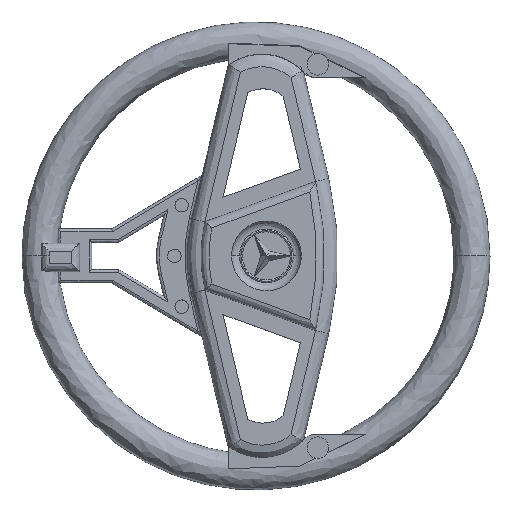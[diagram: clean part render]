
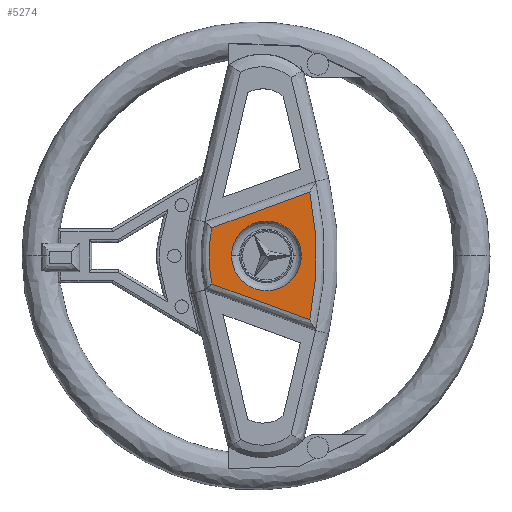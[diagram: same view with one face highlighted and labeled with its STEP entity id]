
A CAD part, top view. The second image highlights one B-rep face of the part: STEP entity #5274.
In plain terms, the highlighted free-form (B-spline) face has degree [1, 1] with [2, 2] control points.
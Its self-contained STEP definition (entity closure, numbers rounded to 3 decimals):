
#3773 = VERTEX_POINT('',#3774);
#3774 = CARTESIAN_POINT('',(-112.822,-12.182,
    17.509));
#3786 = EDGE_CURVE('',#3787,#3773,#3789,.T.);
#3787 = VERTEX_POINT('',#3788);
#3788 = CARTESIAN_POINT('',(-112.822,12.182,
    17.509));
#3789 = ( BOUNDED_CURVE() B_SPLINE_CURVE(2,(#3790,#3791,#3792),
.UNSPECIFIED.,.F.,.F.) B_SPLINE_CURVE_WITH_KNOTS((3,3),(2.94,
3.344),.PIECEWISE_BEZIER_KNOTS.) CURVE() 
GEOMETRIC_REPRESENTATION_ITEM() RATIONAL_B_SPLINE_CURVE((1.,
0.98,1.)) REPRESENTATION_ITEM('') );
#3790 = CARTESIAN_POINT('',(-112.822,12.182,
    17.509));
#3791 = CARTESIAN_POINT('',(-115.317,0.,
    17.509));
#3792 = CARTESIAN_POINT('',(-112.822,-12.182,
    17.509));
#4572 = VERTEX_POINT('',#4573);
#4573 = CARTESIAN_POINT('',(-70.33,-27.665,
    17.509));
#4588 = EDGE_CURVE('',#4572,#3773,#4589,.T.);
#4589 = B_SPLINE_CURVE_WITH_KNOTS('',1,(#4590,#4591),.UNSPECIFIED.,.F.,
  .F.,(2,2),(-18.524,20.219),.PIECEWISE_BEZIER_KNOTS.);
#4590 = CARTESIAN_POINT('',(-70.33,-27.665,
    17.509));
#4591 = CARTESIAN_POINT('',(-112.822,-12.182,
    17.509));
#4616 = EDGE_CURVE('',#4617,#3787,#4619,.T.);
#4617 = VERTEX_POINT('',#4618);
#4618 = CARTESIAN_POINT('',(-70.33,27.665,
    17.509));
#4619 = B_SPLINE_CURVE_WITH_KNOTS('',1,(#4620,#4621),.UNSPECIFIED.,.F.,
  .F.,(2,2),(-18.524,20.219),.PIECEWISE_BEZIER_KNOTS.);
#4620 = CARTESIAN_POINT('',(-70.33,27.665,
    17.509));
#4621 = CARTESIAN_POINT('',(-112.822,12.182,
    17.509));
#4775 = EDGE_CURVE('',#4572,#4617,#4776,.T.);
#4776 = ( BOUNDED_CURVE() B_SPLINE_CURVE(2,(#4777,#4778,#4779),
.UNSPECIFIED.,.F.,.F.) B_SPLINE_CURVE_WITH_KNOTS((3,3),(6.079,
6.487),.PIECEWISE_BEZIER_KNOTS.) CURVE() 
GEOMETRIC_REPRESENTATION_ITEM() RATIONAL_B_SPLINE_CURVE((1.,
0.979,1.)) REPRESENTATION_ITEM('') );
#4777 = CARTESIAN_POINT('',(-70.33,-27.665,
    17.509));
#4778 = CARTESIAN_POINT('',(-64.607,0.,
    17.509));
#4779 = CARTESIAN_POINT('',(-70.33,27.665,
    17.509));
#5274 = ADVANCED_FACE('',(#5275,#5281),#5303,.T.);
#5275 = FACE_BOUND('',#5276,.T.);
#5276 = EDGE_LOOP('',(#5277,#5278,#5279,#5280));
#5277 = ORIENTED_EDGE('',*,*,#3786,.T.);
#5278 = ORIENTED_EDGE('',*,*,#4588,.F.);
#5279 = ORIENTED_EDGE('',*,*,#4775,.T.);
#5280 = ORIENTED_EDGE('',*,*,#4616,.T.);
#5281 = FACE_BOUND('',#5282,.T.);
#5282 = EDGE_LOOP('',(#5283,#5295));
#5283 = ORIENTED_EDGE('',*,*,#5284,.F.);
#5284 = EDGE_CURVE('',#5285,#5287,#5289,.T.);
#5285 = VERTEX_POINT('',#5286);
#5286 = CARTESIAN_POINT('',(-74.006,0.,17.509));
#5287 = VERTEX_POINT('',#5288);
#5288 = CARTESIAN_POINT('',(-104.265,0.,
    17.509));
#5289 = ( BOUNDED_CURVE() B_SPLINE_CURVE(2,(#5290,#5291,#5292,#5293,
#5294),.UNSPECIFIED.,.F.,.F.) B_SPLINE_CURVE_WITH_KNOTS((3,2,3),(0.,
1.571,3.142),.PIECEWISE_BEZIER_KNOTS.) CURVE() 
GEOMETRIC_REPRESENTATION_ITEM() RATIONAL_B_SPLINE_CURVE((1.,
0.707,1.,0.707,1.)) REPRESENTATION_ITEM('') );
#5290 = CARTESIAN_POINT('',(-74.006,0.,17.509));
#5291 = CARTESIAN_POINT('',(-74.006,15.129,
    17.509));
#5292 = CARTESIAN_POINT('',(-89.135,15.129,
    17.509));
#5293 = CARTESIAN_POINT('',(-104.265,15.129,
    17.509));
#5294 = CARTESIAN_POINT('',(-104.265,0.,
    17.509));
#5295 = ORIENTED_EDGE('',*,*,#5296,.F.);
#5296 = EDGE_CURVE('',#5287,#5285,#5297,.T.);
#5297 = ( BOUNDED_CURVE() B_SPLINE_CURVE(2,(#5298,#5299,#5300,#5301,
#5302),.UNSPECIFIED.,.F.,.F.) B_SPLINE_CURVE_WITH_KNOTS((3,2,3),(
    3.142,4.712,6.283),
.PIECEWISE_BEZIER_KNOTS.) CURVE() GEOMETRIC_REPRESENTATION_ITEM() 
RATIONAL_B_SPLINE_CURVE((1.,0.707,1.,0.707,1.)) 
REPRESENTATION_ITEM('') );
#5298 = CARTESIAN_POINT('',(-104.265,0.,
    17.509));
#5299 = CARTESIAN_POINT('',(-104.265,-15.129,
    17.509));
#5300 = CARTESIAN_POINT('',(-89.135,-15.129,
    17.509));
#5301 = CARTESIAN_POINT('',(-74.006,-15.129,
    17.509));
#5302 = CARTESIAN_POINT('',(-74.006,0.,
    17.509));
#5303 = B_SPLINE_SURFACE_WITH_KNOTS('',1,1,(
    (#5304,#5305)
    ,(#5306,#5307
    )),.UNSPECIFIED.,.F.,.F.,.F.,(2,2),(2,2),(-97.711,
    -57.825),(-23.7,23.7),
  .PIECEWISE_BEZIER_KNOTS.);
#5304 = CARTESIAN_POINT('',(-114.057,-27.665,
    17.509));
#5305 = CARTESIAN_POINT('',(-114.057,27.665,
    17.509));
#5306 = CARTESIAN_POINT('',(-67.498,-27.665,
    17.509));
#5307 = CARTESIAN_POINT('',(-67.498,27.665,
    17.509));
